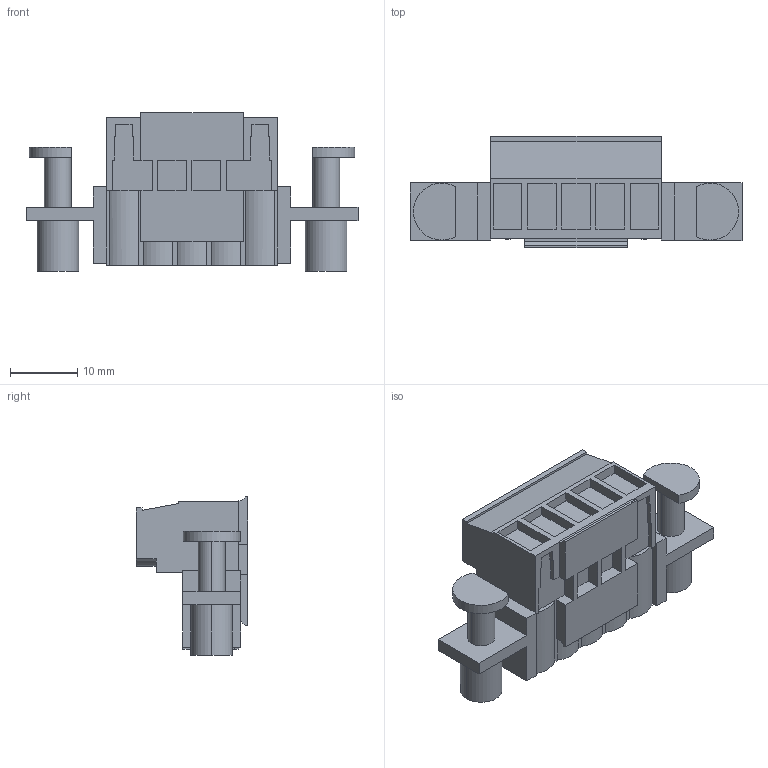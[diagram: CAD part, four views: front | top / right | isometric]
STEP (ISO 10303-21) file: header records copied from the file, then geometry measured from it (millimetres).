
FILE_DESCRIPTION(('CATIA V5 STEP','CAx-IF Rec.Pracs.--- Model Styling and Organization---1.2---2011-12-15'),'2;1');
FILE_NAME ('D1451327_0_1353500000_1353500000.stp','2017-06-01T12:03:15+00:00',('none'),('Weidmueller'),'CATIA Version 5-6 Release 2014','CATIA V5 STEP AP214','none');
FILE_SCHEMA(('AUTOMOTIVE_DESIGN { 1 0 10303 214 1 1 1 1 }'));
Length unit declared in the file: millimetre
Products named in the file (1): 1353500000
Bounding box: 49.5 x 16.6 x 23.6 mm (x, y, z)
Volume: 6019.9 mm3; surface area: 5904 mm2
Topology: 13 solids, 13 shells, 414 faces, 1106 edges, 744 vertices
Faces by surface type: plane 315, cylinder 79, extrusion 20
Entity records: 12983 total; most frequent: CARTESIAN_POINT 2798, ORIENTED_EDGE 2212, DIRECTION 1620, EDGE_CURVE 1106, VECTOR 906, LINE 886, VERTEX_POINT 744, EDGE_LOOP 454
